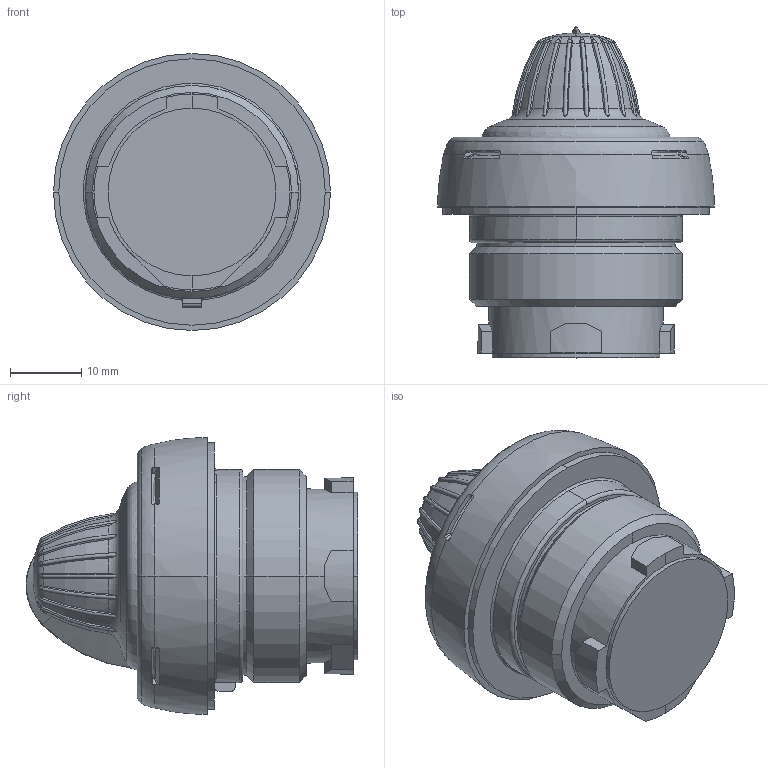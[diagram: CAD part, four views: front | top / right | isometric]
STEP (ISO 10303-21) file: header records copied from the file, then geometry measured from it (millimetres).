
FILE_DESCRIPTION((''),'2;1');
FILE_NAME('05-1141-0458_EINSATZGEH','2023-09-21T16:50:26',('Beil'),(''),'CREO PARAMETRIC BY PTC INC, 2019030','CREO PARAMETRIC BY PTC INC, 2019030','');
FILE_SCHEMA(('CONFIG_CONTROL_DESIGN','SHAPE_APPEARANCE_LAYERS_GROUPS'));
Length unit declared in the file: millimetre
Products named in the file (1): 05-1141-0458_EINSATZGEH
Bounding box: 39 x 46.72 x 39 mm (x, y, z)
Volume: 28023.8 mm3; surface area: 7204.1 mm2
Topology: 1 solids, 1 shells, 647 faces, 1808 edges, 1170 vertices
Faces by surface type: extrusion 207, plane 131, cone 130, torus 95, cylinder 47, bspline 36, sphere 1
Entity records: 29221 total; most frequent: CARTESIAN_POINT 8141, ORIENTED_EDGE 3616, DIRECTION 2481, PRESENTATION_STYLE_ASSIGNMENT 1831, STYLED_ITEM 1809, CURVE_STYLE 1808, EDGE_CURVE 1808, VERTEX_POINT 1170
